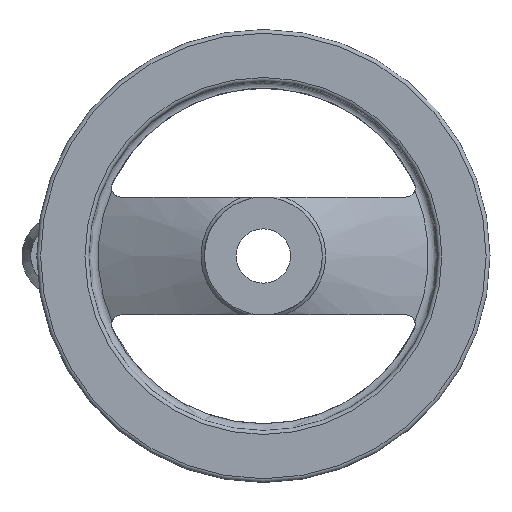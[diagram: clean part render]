
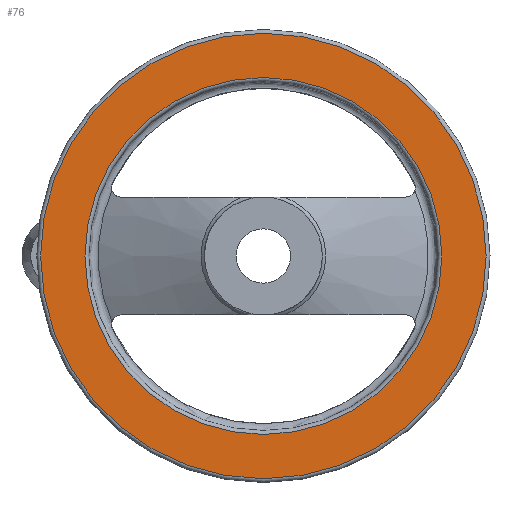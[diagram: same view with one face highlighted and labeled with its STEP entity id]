
A CAD part, left-side view. The second image highlights one B-rep face of the part: STEP entity #76.
In plain terms, the highlighted planar face has unit normal (-1, 0, 0).
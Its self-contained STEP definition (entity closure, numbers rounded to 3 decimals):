
#76 = ADVANCED_FACE( '', ( #176, #177 ), #178, .F. );
#176 = FACE_OUTER_BOUND( '', #306, .T. );
#177 = FACE_BOUND( '', #307, .T. );
#178 = PLANE( '', #308 );
#306 = EDGE_LOOP( '', ( #502 ) );
#307 = EDGE_LOOP( '', ( #503 ) );
#308 = AXIS2_PLACEMENT_3D( '', #504, #505, #506 );
#502 = ORIENTED_EDGE( '', *, *, #733, .F. );
#503 = ORIENTED_EDGE( '', *, *, #740, .T. );
#504 = CARTESIAN_POINT( '', ( 16.15, 39.375, 0. ) );
#505 = DIRECTION( '', ( 1., 0., 0. ) );
#506 = DIRECTION( '', ( 0., 0., -1. ) );
#733 = EDGE_CURVE( '', #860, #860, #861, .T. );
#740 = EDGE_CURVE( '', #871, #871, #872, .T. );
#860 = VERTEX_POINT( '', #1130 );
#861 = CIRCLE( '', #1131, 49.15 );
#871 = VERTEX_POINT( '', #1141 );
#872 = CIRCLE( '', #1142, 39.375 );
#1130 = CARTESIAN_POINT( '', ( 16.15, 0., -49.15 ) );
#1131 = AXIS2_PLACEMENT_3D( '', #1451, #1452, #1453 );
#1141 = CARTESIAN_POINT( '', ( 16.15, 0., -39.375 ) );
#1142 = AXIS2_PLACEMENT_3D( '', #1463, #1464, #1465 );
#1451 = CARTESIAN_POINT( '', ( 16.15, 0., 0. ) );
#1452 = DIRECTION( '', ( 1., 0., 0. ) );
#1453 = DIRECTION( '', ( 0., 0., -1. ) );
#1463 = CARTESIAN_POINT( '', ( 16.15, 0., 0. ) );
#1464 = DIRECTION( '', ( 1., 0., 0. ) );
#1465 = DIRECTION( '', ( 0., 0., -1. ) );
